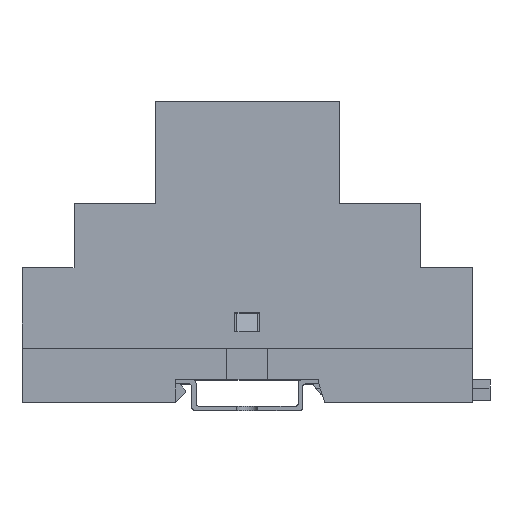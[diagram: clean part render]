
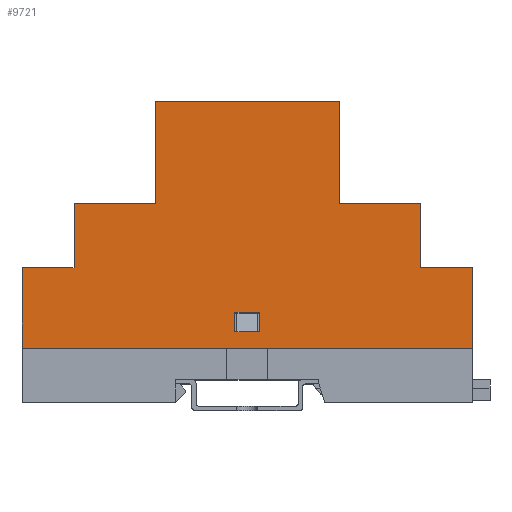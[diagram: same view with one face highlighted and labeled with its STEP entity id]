
A CAD part, top view. The second image highlights one B-rep face of the part: STEP entity #9721.
In plain terms, the highlighted planar face has unit normal (0, 0, 1).
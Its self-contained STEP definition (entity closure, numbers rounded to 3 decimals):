
#104 = VERTEX_POINT ( 'NONE', #11493 ) ;
#108 = DIRECTION ( 'NONE',  ( 0., 1., 0. ) ) ;
#179 = ORIENTED_EDGE ( 'NONE', *, *, #908, .T. ) ;
#813 = VECTOR ( 'NONE', #108, 1000. ) ;
#908 = EDGE_CURVE ( 'NONE', #104, #11158, #27597, .T. ) ;
#977 = LINE ( 'NONE', #16564, #8712 ) ;
#1341 = AXIS2_PLACEMENT_3D ( 'NONE', #21698, #8930, #23973 ) ;
#1489 = CARTESIAN_POINT ( 'NONE',  ( 22.5, 60.3, 17.5 ) ) ;
#1560 = EDGE_CURVE ( 'NONE', #20588, #24030, #3774, .T. ) ;
#1713 = ORIENTED_EDGE ( 'NONE', *, *, #21726, .F. ) ;
#1775 = ORIENTED_EDGE ( 'NONE', *, *, #14212, .T. ) ;
#1862 = CARTESIAN_POINT ( 'NONE',  ( -55., 35.3, 17.5 ) ) ;
#1938 = DIRECTION ( 'NONE',  ( 1., 0., 0. ) ) ;
#2098 = CARTESIAN_POINT ( 'NONE',  ( -55., 0., 17.5 ) ) ;
#2302 = CARTESIAN_POINT ( 'NONE',  ( 42.3, 19.6, 17.5 ) ) ;
#2410 = EDGE_CURVE ( 'NONE', #15997, #26660, #7749, .T. ) ;
#3106 = CARTESIAN_POINT ( 'NONE',  ( -55., 0., 17.5 ) ) ;
#3774 = LINE ( 'NONE', #25903, #16601 ) ;
#3875 = DIRECTION ( 'NONE',  ( 0., -1., 0. ) ) ;
#3910 = ORIENTED_EDGE ( 'NONE', *, *, #16134, .F. ) ;
#4305 = VECTOR ( 'NONE', #23246, 1000. ) ;
#4607 = CARTESIAN_POINT ( 'NONE',  ( -22.5, 35.3, 17.5 ) ) ;
#4626 = LINE ( 'NONE', #26967, #24901 ) ;
#4703 = PLANE ( 'NONE',  #1341 ) ;
#5835 = ORIENTED_EDGE ( 'NONE', *, *, #1560, .T. ) ;
#6610 = VERTEX_POINT ( 'NONE', #19515 ) ;
#6626 = LINE ( 'NONE', #23221, #19114 ) ;
#6838 = LINE ( 'NONE', #18652, #26488 ) ;
#7052 = VERTEX_POINT ( 'NONE', #2098 ) ;
#7100 = CARTESIAN_POINT ( 'NONE',  ( -55., 35.3, 17.5 ) ) ;
#7192 = VECTOR ( 'NONE', #10064, 1000. ) ;
#7331 = VECTOR ( 'NONE', #22242, 1000. ) ;
#7521 = LINE ( 'NONE', #1489, #7192 ) ;
#7571 = VERTEX_POINT ( 'NONE', #16886 ) ;
#7579 = ORIENTED_EDGE ( 'NONE', *, *, #19966, .T. ) ;
#7749 = LINE ( 'NONE', #20126, #18587 ) ;
#7916 = FACE_BOUND ( 'NONE', #10884, .T. ) ;
#7972 = EDGE_CURVE ( 'NONE', #15997, #7052, #20871, .T. ) ;
#8098 = CARTESIAN_POINT ( 'NONE',  ( 55., 35.3, 17.5 ) ) ;
#8221 = CARTESIAN_POINT ( 'NONE',  ( -22.5, 60.3, 17.5 ) ) ;
#8551 = LINE ( 'NONE', #21538, #813 ) ;
#8712 = VECTOR ( 'NONE', #1938, 1000. ) ;
#8745 = DIRECTION ( 'NONE',  ( 0., -1., 0. ) ) ;
#8930 = DIRECTION ( 'NONE',  ( 0., 0., -1. ) ) ;
#9072 = DIRECTION ( 'NONE',  ( 1., 0., 0. ) ) ;
#9465 = EDGE_CURVE ( 'NONE', #6610, #24902, #6626, .T. ) ;
#9706 = LINE ( 'NONE', #8098, #4305 ) ;
#9721 = ADVANCED_FACE ( 'NONE', ( #25196, #7916 ), #4703, .F. ) ;
#10048 = CARTESIAN_POINT ( 'NONE',  ( 3., 8.7, 17.5 ) ) ;
#10064 = DIRECTION ( 'NONE',  ( 0., -1., 0. ) ) ;
#10274 = DIRECTION ( 'NONE',  ( 1., 0., 0. ) ) ;
#10695 = VECTOR ( 'NONE', #9072, 1000. ) ;
#10884 = EDGE_LOOP ( 'NONE', ( #1775, #179, #18034, #13113 ) ) ;
#11158 = VERTEX_POINT ( 'NONE', #26203 ) ;
#11183 = LINE ( 'NONE', #3106, #19313 ) ;
#11493 = CARTESIAN_POINT ( 'NONE',  ( -3., 8.7, 17.5 ) ) ;
#11719 = ORIENTED_EDGE ( 'NONE', *, *, #16774, .F. ) ;
#11770 = EDGE_CURVE ( 'NONE', #16709, #19684, #21654, .T. ) ;
#12005 = CARTESIAN_POINT ( 'NONE',  ( 3., 4., 17.5 ) ) ;
#12031 = LINE ( 'NONE', #20054, #10695 ) ;
#12898 = ORIENTED_EDGE ( 'NONE', *, *, #7972, .T. ) ;
#13016 = EDGE_CURVE ( 'NONE', #17793, #6610, #7521, .T. ) ;
#13113 = ORIENTED_EDGE ( 'NONE', *, *, #11770, .T. ) ;
#13582 = ORIENTED_EDGE ( 'NONE', *, *, #19170, .F. ) ;
#13762 = VECTOR ( 'NONE', #21576, 1000. ) ;
#14212 = EDGE_CURVE ( 'NONE', #19684, #104, #6838, .T. ) ;
#14459 = DIRECTION ( 'NONE',  ( 1., 0., 0. ) ) ;
#15997 = VERTEX_POINT ( 'NONE', #27559 ) ;
#16042 = CARTESIAN_POINT ( 'NONE',  ( 55., 19.6, 17.5 ) ) ;
#16134 = EDGE_CURVE ( 'NONE', #20588, #17793, #977, .T. ) ;
#16493 = CARTESIAN_POINT ( 'NONE',  ( 55., 0., 17.5 ) ) ;
#16564 = CARTESIAN_POINT ( 'NONE',  ( 22.5, 60.3, 17.5 ) ) ;
#16601 = VECTOR ( 'NONE', #8745, 1000. ) ;
#16709 = VERTEX_POINT ( 'NONE', #27624 ) ;
#16774 = EDGE_CURVE ( 'NONE', #23587, #22629, #9706, .T. ) ;
#16886 = CARTESIAN_POINT ( 'NONE',  ( -42.3, 35.3, 17.5 ) ) ;
#16973 = ORIENTED_EDGE ( 'NONE', *, *, #2410, .F. ) ;
#17347 = ORIENTED_EDGE ( 'NONE', *, *, #13016, .F. ) ;
#17793 = VERTEX_POINT ( 'NONE', #22531 ) ;
#18034 = ORIENTED_EDGE ( 'NONE', *, *, #19392, .T. ) ;
#18292 = DIRECTION ( 'NONE',  ( 1., 0., 0. ) ) ;
#18387 = DIRECTION ( 'NONE',  ( 0., 1., 0. ) ) ;
#18587 = VECTOR ( 'NONE', #22004, 1000. ) ;
#18652 = CARTESIAN_POINT ( 'NONE',  ( -3., 8.7, 17.5 ) ) ;
#18767 = DIRECTION ( 'NONE',  ( 0., 1., 0. ) ) ;
#19114 = VECTOR ( 'NONE', #10274, 1000. ) ;
#19170 = EDGE_CURVE ( 'NONE', #26133, #23587, #12031, .T. ) ;
#19313 = VECTOR ( 'NONE', #18292, 1000. ) ;
#19392 = EDGE_CURVE ( 'NONE', #11158, #16709, #4626, .T. ) ;
#19515 = CARTESIAN_POINT ( 'NONE',  ( 22.5, 35.3, 17.5 ) ) ;
#19684 = VERTEX_POINT ( 'NONE', #23410 ) ;
#19966 = EDGE_CURVE ( 'NONE', #26133, #24902, #26256, .T. ) ;
#20054 = CARTESIAN_POINT ( 'NONE',  ( 55., 19.6, 17.5 ) ) ;
#20126 = CARTESIAN_POINT ( 'NONE',  ( -42.3, 19.6, 17.5 ) ) ;
#20475 = VECTOR ( 'NONE', #18767, 1000. ) ;
#20588 = VERTEX_POINT ( 'NONE', #8221 ) ;
#20693 = CARTESIAN_POINT ( 'NONE',  ( 42.3, 35.3, 17.5 ) ) ;
#20871 = LINE ( 'NONE', #7100, #7331 ) ;
#20916 = LINE ( 'NONE', #1862, #13762 ) ;
#21538 = CARTESIAN_POINT ( 'NONE',  ( -42.3, 19.6, 17.5 ) ) ;
#21576 = DIRECTION ( 'NONE',  ( 1., 0., 0. ) ) ;
#21654 = LINE ( 'NONE', #12005, #26775 ) ;
#21698 = CARTESIAN_POINT ( 'NONE',  ( -55., 35.3, 17.5 ) ) ;
#21726 = EDGE_CURVE ( 'NONE', #26660, #7571, #8551, .T. ) ;
#21823 = VECTOR ( 'NONE', #14459, 1000. ) ;
#22004 = DIRECTION ( 'NONE',  ( 1., 0., 0. ) ) ;
#22242 = DIRECTION ( 'NONE',  ( 0., -1., 0. ) ) ;
#22531 = CARTESIAN_POINT ( 'NONE',  ( 22.5, 60.3, 17.5 ) ) ;
#22548 = EDGE_CURVE ( 'NONE', #7052, #22629, #11183, .T. ) ;
#22629 = VERTEX_POINT ( 'NONE', #16493 ) ;
#23221 = CARTESIAN_POINT ( 'NONE',  ( -55., 35.3, 17.5 ) ) ;
#23246 = DIRECTION ( 'NONE',  ( 0., -1., 0. ) ) ;
#23410 = CARTESIAN_POINT ( 'NONE',  ( -3., 4., 17.5 ) ) ;
#23506 = EDGE_LOOP ( 'NONE', ( #24966, #1713, #16973, #12898, #24519, #11719, #13582, #7579, #24461, #17347, #3910, #5835 ) ) ;
#23587 = VERTEX_POINT ( 'NONE', #16042 ) ;
#23973 = DIRECTION ( 'NONE',  ( -1., 0., 0. ) ) ;
#24030 = VERTEX_POINT ( 'NONE', #4607 ) ;
#24461 = ORIENTED_EDGE ( 'NONE', *, *, #9465, .F. ) ;
#24519 = ORIENTED_EDGE ( 'NONE', *, *, #22548, .T. ) ;
#24901 = VECTOR ( 'NONE', #3875, 1000. ) ;
#24902 = VERTEX_POINT ( 'NONE', #20693 ) ;
#24966 = ORIENTED_EDGE ( 'NONE', *, *, #25613, .F. ) ;
#25084 = DIRECTION ( 'NONE',  ( -1., 0., 0. ) ) ;
#25196 = FACE_OUTER_BOUND ( 'NONE', #23506, .T. ) ;
#25202 = CARTESIAN_POINT ( 'NONE',  ( 42.3, 19.6, 17.5 ) ) ;
#25613 = EDGE_CURVE ( 'NONE', #7571, #24030, #20916, .T. ) ;
#25867 = CARTESIAN_POINT ( 'NONE',  ( -42.3, 19.6, 17.5 ) ) ;
#25903 = CARTESIAN_POINT ( 'NONE',  ( -22.5, 60.3, 17.5 ) ) ;
#26133 = VERTEX_POINT ( 'NONE', #2302 ) ;
#26203 = CARTESIAN_POINT ( 'NONE',  ( 3., 8.7, 17.5 ) ) ;
#26256 = LINE ( 'NONE', #25202, #20475 ) ;
#26488 = VECTOR ( 'NONE', #18387, 1000. ) ;
#26660 = VERTEX_POINT ( 'NONE', #25867 ) ;
#26775 = VECTOR ( 'NONE', #25084, 1000. ) ;
#26967 = CARTESIAN_POINT ( 'NONE',  ( 3., 8.7, 17.5 ) ) ;
#27559 = CARTESIAN_POINT ( 'NONE',  ( -55., 19.6, 17.5 ) ) ;
#27597 = LINE ( 'NONE', #10048, #21823 ) ;
#27624 = CARTESIAN_POINT ( 'NONE',  ( 3., 4., 17.5 ) ) ;
